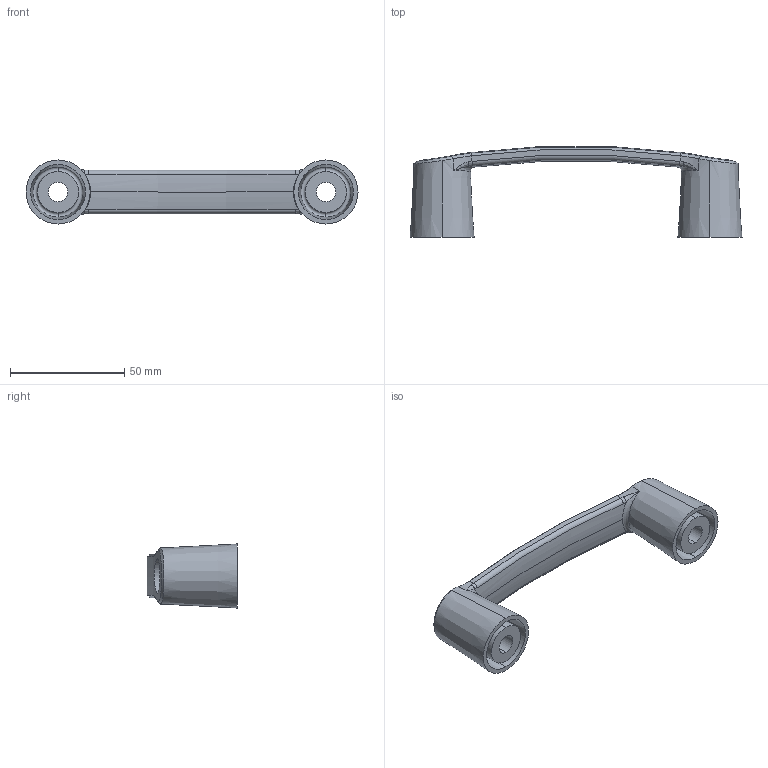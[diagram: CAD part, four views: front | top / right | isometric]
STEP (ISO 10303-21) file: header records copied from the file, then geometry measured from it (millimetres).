
FILE_DESCRIPTION (( 'STEP AP214' ), '1' );
FILE_NAME ('12117b85.STEP', '2014-08-14T13:21:53', ( '' ), ( '' ), 'SwSTEP 2.0', 'SolidWorks 2014', '' );
FILE_SCHEMA (( 'AUTOMOTIVE_DESIGN' ));
Length unit declared in the file: millimetre
Products named in the file (1): 12117b85
Bounding box: 145 x 39.67 x 28 mm (x, y, z)
Volume: 32896.6 mm3; surface area: 19500.5 mm2
Topology: 1 solids, 1 shells, 71 faces, 171 edges, 102 vertices
Faces by surface type: bspline 20, cylinder 16, plane 14, cone 12, torus 9
Entity records: 3106 total; most frequent: CARTESIAN_POINT 1577, ORIENTED_EDGE 334, DIRECTION 278, EDGE_CURVE 167, AXIS2_PLACEMENT_3D 121, VERTEX_POINT 102, EDGE_LOOP 79, FACE_OUTER_BOUND 71
